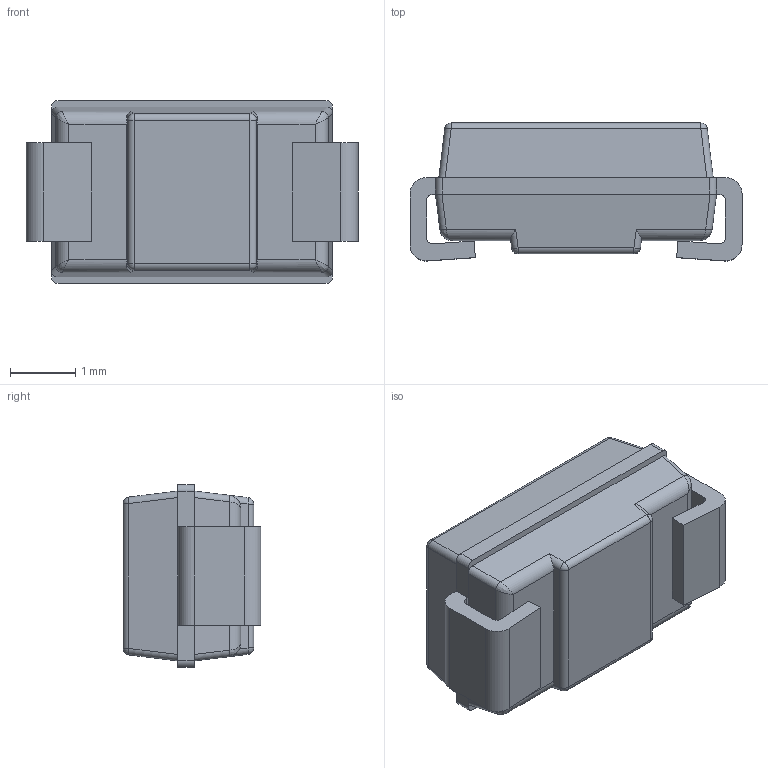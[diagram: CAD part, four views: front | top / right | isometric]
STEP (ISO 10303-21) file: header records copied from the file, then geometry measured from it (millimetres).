
FILE_DESCRIPTION (( 'STEP AP214' ), '1' );
FILE_NAME ('new SMA 20R.STEP', '2020-07-30T06:31:23', ( '' ), ( '' ), 'SwSTEP 2.0', 'SolidWorks 2016', '' );
FILE_SCHEMA (( 'AUTOMOTIVE_DESIGN' ));
Length unit declared in the file: millimetre
Products named in the file (6): SMA Compound 736 553 670; 錨璃2^B1100; Clip553 670; Die 35mil 270um; LF 736; new SMA 20R
Assembly tree (5 placements, depth 2):
  new SMA 20R
    LF 736
    Die 35mil 270um
    Clip553 670
    錨璃2^B1100
    SMA Compound 736 553 670
Bounding box: 5.08 x 2.11 x 2.8 mm (x, y, z)
Volume: 21.5 mm3; surface area: 115.1 mm2
Topology: 8 solids, 8 shells, 256 faces, 650 edges, 406 vertices
Faces by surface type: plane 180, cylinder 64, sphere 8, bspline 4
Entity records: 7899 total; most frequent: CARTESIAN_POINT 1578, ORIENTED_EDGE 1292, DIRECTION 1204, EDGE_CURVE 646, VECTOR 508, LINE 508, VERTEX_POINT 406, AXIS2_PLACEMENT_3D 348
